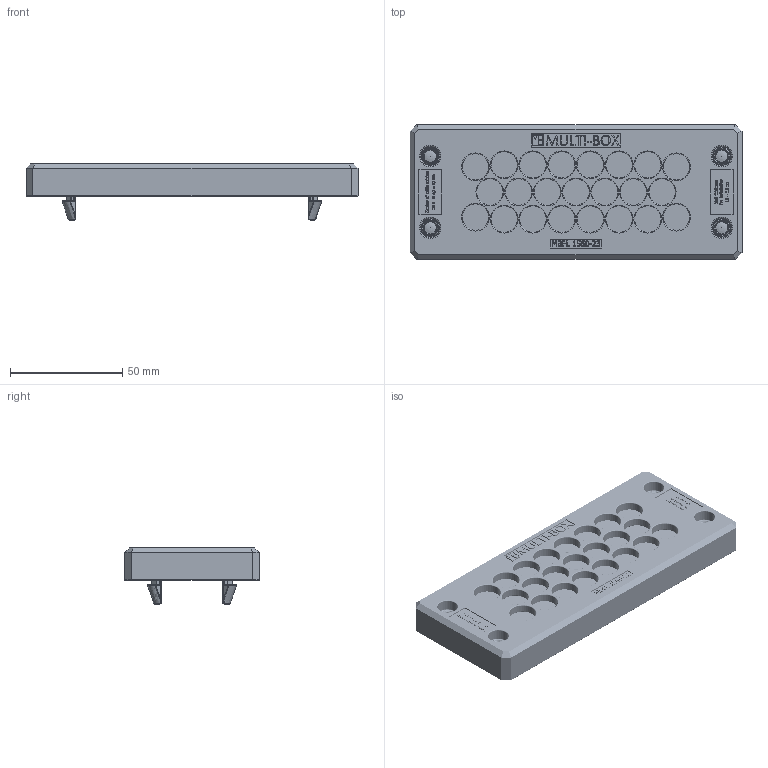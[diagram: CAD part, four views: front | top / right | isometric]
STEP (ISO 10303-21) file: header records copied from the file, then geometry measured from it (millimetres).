
FILE_DESCRIPTION((''),'2;1');
FILE_NAME('MBFL 1560-23 - VE.stp','2015-01-28T14:30:53',('robin.rentz'),(''),'Autodesk Inventor 2012','Autodesk Inventor 2012','');
FILE_SCHEMA(('AUTOMOTIVE_DESIGN { 1 2 10303 214 0 1 1 1 }'));
Length unit declared in the file: millimetre
Products named in the file (1): Bauteil5
Bounding box: 148 x 60 x 25 mm (x, y, z)
Volume: 865.6 mm3; surface area: 56035.6 mm2
Topology: 8 solids, 11 shells, 4845 faces, 12145 edges, 7460 vertices
Faces by surface type: bspline 1425, plane 1290, cylinder 1142, torus 968, sphere 12, cone 8
Full cylindrical faces by diameter (mm): 3 x17, 3.2 x1, 3.3 x32, 3.6 x23, 5.5 x8, 9 x4, 11.8 x23, 12 x23
Entity records: 163943 total; most frequent: CARTESIAN_POINT 55817, ORIENTED_EDGE 23580, DIRECTION 20397, EDGE_CURVE 11790, AXIS2_PLACEMENT_3D 7926, VERTEX_POINT 7403, EDGE_LOOP 5385, FACE_OUTER_BOUND 4845
